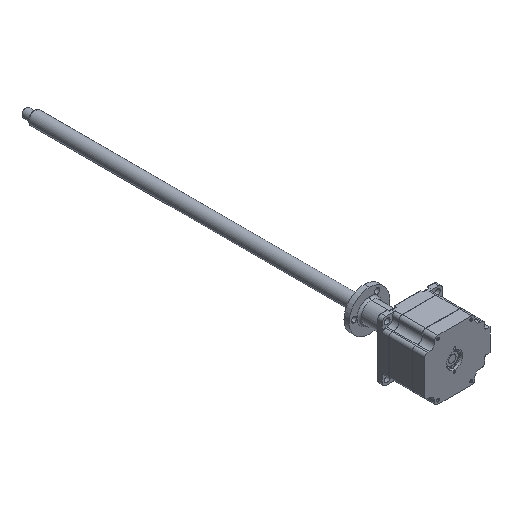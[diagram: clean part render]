
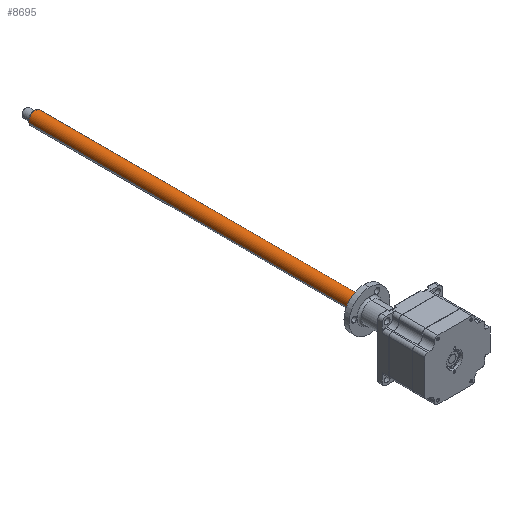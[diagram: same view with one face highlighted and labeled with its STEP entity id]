
A CAD part, isometric view. The second image highlights one B-rep face of the part: STEP entity #8695.
In plain terms, the highlighted cylindrical face has radius 6 mm (diameter 12 mm), a partial arc.
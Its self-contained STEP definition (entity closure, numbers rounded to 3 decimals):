
#358 = DIRECTION ( 'NONE',  ( 0.975, 0., 0.224 ) ) ;
#364 = CARTESIAN_POINT ( 'NONE',  ( -11.445, 353.999, 34.693 ) ) ;
#420 = EDGE_CURVE ( 'NONE', #2559, #4727, #7369, .T. ) ;
#926 = FACE_OUTER_BOUND ( 'NONE', #11462, .T. ) ;
#1324 = DIRECTION ( 'NONE',  ( 0., -1., 0. ) ) ;
#1352 = CARTESIAN_POINT ( 'NONE',  ( -11.445, 352.999, 34.693 ) ) ;
#1472 = ORIENTED_EDGE ( 'NONE', *, *, #4979, .T. ) ;
#2063 = DIRECTION ( 'NONE',  ( 0., -1., 0. ) ) ;
#2080 = CARTESIAN_POINT ( 'NONE',  ( -23.14, 353.999, 32.007 ) ) ;
#2466 = AXIS2_PLACEMENT_3D ( 'NONE', #11830, #6106, #358 ) ;
#2485 = AXIS2_PLACEMENT_3D ( 'NONE', #11219, #5468, #12157 ) ;
#2559 = VERTEX_POINT ( 'NONE', #1352 ) ;
#3379 = CARTESIAN_POINT ( 'NONE',  ( -11.445, 3.999, 34.693 ) ) ;
#3569 = ORIENTED_EDGE ( 'NONE', *, *, #8922, .F. ) ;
#4109 = CARTESIAN_POINT ( 'NONE',  ( -23.14, 352.999, 32.007 ) ) ;
#4491 = ORIENTED_EDGE ( 'NONE', *, *, #420, .F. ) ;
#4727 = VERTEX_POINT ( 'NONE', #3379 ) ;
#4808 = VECTOR ( 'NONE', #8772, 1000. ) ;
#4837 = VECTOR ( 'NONE', #2063, 1000. ) ;
#4979 = EDGE_CURVE ( 'NONE', #8051, #12347, #7335, .T. ) ;
#5097 = CARTESIAN_POINT ( 'NONE',  ( -17.293, 353.999, 33.35 ) ) ;
#5271 = EDGE_CURVE ( 'NONE', #2559, #8051, #11381, .T. ) ;
#5468 = DIRECTION ( 'NONE',  ( 0., -1., 0. ) ) ;
#6106 = DIRECTION ( 'NONE',  ( 0., -1., 0. ) ) ;
#7335 = LINE ( 'NONE', #2080, #4808 ) ;
#7369 = LINE ( 'NONE', #364, #4837 ) ;
#7812 = AXIS2_PLACEMENT_3D ( 'NONE', #5097, #1324, #8010 ) ;
#7949 = CYLINDRICAL_SURFACE ( 'NONE', #7812, 6. ) ;
#8010 = DIRECTION ( 'NONE',  ( -0.975, 0., -0.224 ) ) ;
#8051 = VERTEX_POINT ( 'NONE', #4109 ) ;
#8695 = ADVANCED_FACE ( 'NONE', ( #926 ), #7949, .T. ) ;
#8772 = DIRECTION ( 'NONE',  ( 0., -1., 0. ) ) ;
#8922 = EDGE_CURVE ( 'NONE', #4727, #12347, #9028, .T. ) ;
#9028 = CIRCLE ( 'NONE', #2485, 6. ) ;
#9162 = ORIENTED_EDGE ( 'NONE', *, *, #5271, .T. ) ;
#10630 = CARTESIAN_POINT ( 'NONE',  ( -23.14, 3.999, 32.007 ) ) ;
#11219 = CARTESIAN_POINT ( 'NONE',  ( -17.293, 3.999, 33.35 ) ) ;
#11381 = CIRCLE ( 'NONE', #2466, 6. ) ;
#11462 = EDGE_LOOP ( 'NONE', ( #4491, #9162, #1472, #3569 ) ) ;
#11830 = CARTESIAN_POINT ( 'NONE',  ( -17.293, 352.999, 33.35 ) ) ;
#12157 = DIRECTION ( 'NONE',  ( -0.975, 0., -0.224 ) ) ;
#12347 = VERTEX_POINT ( 'NONE', #10630 ) ;
